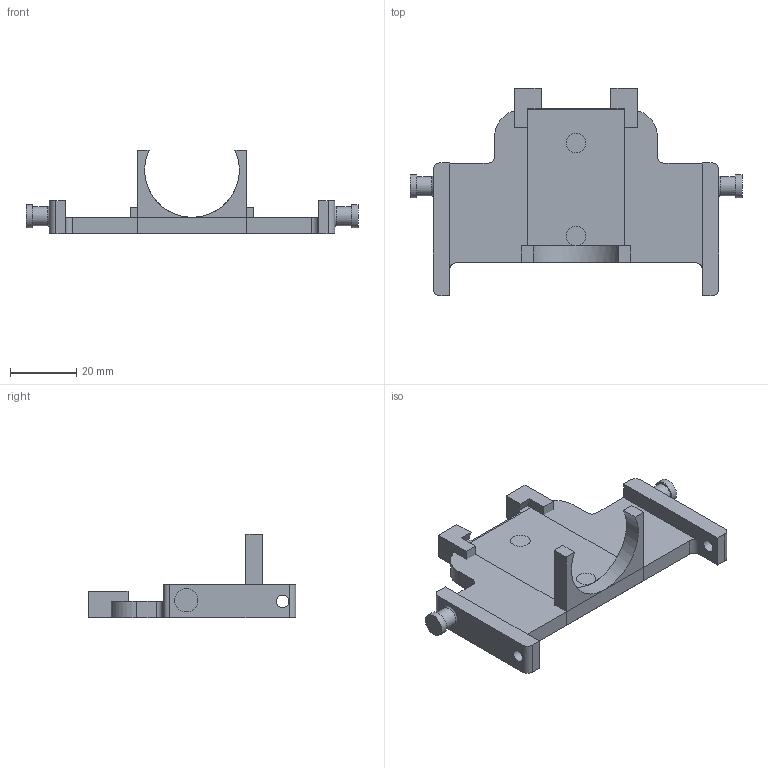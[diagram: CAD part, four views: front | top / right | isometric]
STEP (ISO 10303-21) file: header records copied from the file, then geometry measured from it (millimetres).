
FILE_DESCRIPTION(/* description */ (''),/* implementation_level */ '2;1');
FILE_NAME(/* name */ 'CV60 Unified Adapter v1.step',/* time_stamp */ '2025-05-22T19:11:55+02:00',/* author */ (''),/* organization */ (''),/* preprocessor_version */ 'ST-DEVELOPER v20.1',/* originating_system */ 'Autodesk Translation Framework v14.10.0.0',/* authorisation */ '');
FILE_SCHEMA (('AUTOMOTIVE_DESIGN { 1 0 10303 214 3 1 1 }'));
Length unit declared in the file: millimetre
Products named in the file (2): CV60 Unified Adapter; CV60 Camera Holder 2.0
Assembly tree (1 placements, depth 2):
  CV60 Unified Adapter
    CV60 Camera Holder 2.0
Bounding box: 100 x 62.55 x 25.25 mm (x, y, z)
Volume: 28168.2 mm3; surface area: 14710 mm2
Topology: 2 solids, 2 shells, 71 faces, 180 edges, 119 vertices
Faces by surface type: plane 48, cylinder 21, torus 2
Full cylindrical faces by diameter (mm): 3.2 x2, 3.8 x2, 5.8 x2, 5.9 x2, 7 x2
Entity records: 2209 total; most frequent: DIRECTION 377, CARTESIAN_POINT 373, ORIENTED_EDGE 360, EDGE_CURVE 180, LINE 131, VECTOR 131, AXIS2_PLACEMENT_3D 123, VERTEX_POINT 119
